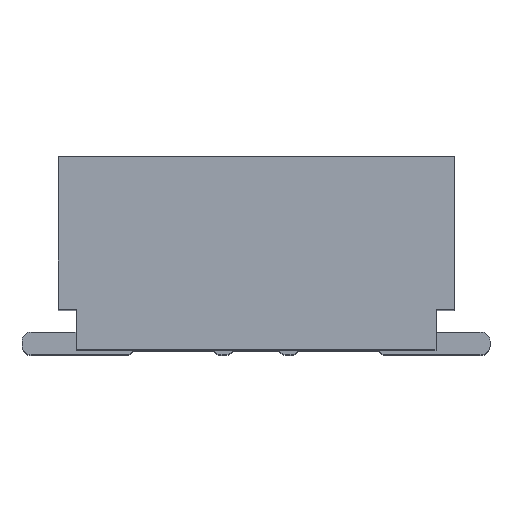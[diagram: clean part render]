
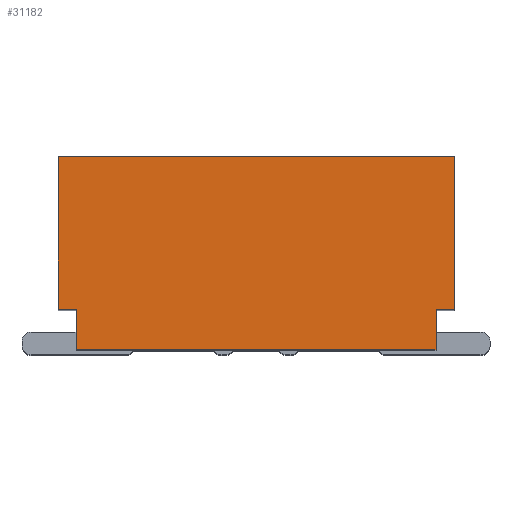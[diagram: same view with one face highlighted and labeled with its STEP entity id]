
A CAD part, top view. The second image highlights one B-rep face of the part: STEP entity #31182.
In plain terms, the highlighted planar face has unit normal (0, 0, 1).
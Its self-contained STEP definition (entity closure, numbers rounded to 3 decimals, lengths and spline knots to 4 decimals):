
#733=DIRECTION('',(0.,1.,0.));
#734=VECTOR('',#733,0.45);
#735=CARTESIAN_POINT('',(-105.6064,93.5048,-3.97));
#736=LINE('',#735,#734);
#1177=DIRECTION('',(0.,1.,0.));
#1178=VECTOR('',#1177,0.45);
#1179=CARTESIAN_POINT('',(-109.6064,93.5048,-3.97));
#1180=LINE('',#1179,#1178);
#1181=DIRECTION('',(-1.,0.,0.));
#1182=VECTOR('',#1181,0.2);
#1183=CARTESIAN_POINT('',(-109.6064,93.9548,-3.97));
#1184=LINE('',#1183,#1182);
#1185=DIRECTION('',(0.,1.,0.));
#1186=VECTOR('',#1185,1.7);
#1187=CARTESIAN_POINT('',(-109.8064,93.9548,-3.97));
#1188=LINE('',#1187,#1186);
#1189=DIRECTION('',(1.,0.,0.));
#1190=VECTOR('',#1189,4.4);
#1191=CARTESIAN_POINT('',(-109.8064,95.6548,-3.97));
#1192=LINE('',#1191,#1190);
#1193=DIRECTION('',(0.,-1.,0.));
#1194=VECTOR('',#1193,1.7);
#1195=CARTESIAN_POINT('',(-105.4064,95.6548,-3.97));
#1196=LINE('',#1195,#1194);
#1197=DIRECTION('',(-1.,0.,0.));
#1198=VECTOR('',#1197,0.2);
#1199=CARTESIAN_POINT('',(-105.4064,93.9548,-3.97));
#1200=LINE('',#1199,#1198);
#13617=DIRECTION('',(1.,0.,0.));
#13618=VECTOR('',#13617,4.);
#13619=CARTESIAN_POINT('',(-109.6064,93.5048,-3.97));
#13620=LINE('',#13619,#13618);
#23489=CARTESIAN_POINT('',(-105.6064,93.5048,-3.97));
#23490=CARTESIAN_POINT('',(-105.6064,93.9548,-3.97));
#23491=VERTEX_POINT('',#23489);
#23492=VERTEX_POINT('',#23490);
#23677=CARTESIAN_POINT('',(-109.6064,93.5048,-3.97));
#23678=CARTESIAN_POINT('',(-109.6064,93.9548,-3.97));
#23679=VERTEX_POINT('',#23677);
#23680=VERTEX_POINT('',#23678);
#23681=CARTESIAN_POINT('',(-109.8064,93.9548,-3.97));
#23682=VERTEX_POINT('',#23681);
#23683=CARTESIAN_POINT('',(-109.8064,95.6548,-3.97));
#23684=VERTEX_POINT('',#23683);
#23685=CARTESIAN_POINT('',(-105.4064,95.6548,-3.97));
#23686=VERTEX_POINT('',#23685);
#23687=CARTESIAN_POINT('',(-105.4064,93.9548,-3.97));
#23688=VERTEX_POINT('',#23687);
#31160=CARTESIAN_POINT('',(-107.6064,93.6798,-3.97));
#31161=DIRECTION('',(0.,0.,1.));
#31162=DIRECTION('',(1.,0.,0.));
#31163=AXIS2_PLACEMENT_3D('',#31160,#31161,#31162);
#31164=PLANE('',#31163);
#31166=ORIENTED_EDGE('',*,*,#31165,.T.);
#31168=ORIENTED_EDGE('',*,*,#31167,.T.);
#31170=ORIENTED_EDGE('',*,*,#31169,.T.);
#31172=ORIENTED_EDGE('',*,*,#31171,.T.);
#31174=ORIENTED_EDGE('',*,*,#31173,.T.);
#31176=ORIENTED_EDGE('',*,*,#31175,.T.);
#31177=ORIENTED_EDGE('',*,*,#30918,.F.);
#31179=ORIENTED_EDGE('',*,*,#31178,.F.);
#31180=EDGE_LOOP('',(#31166,#31168,#31170,#31172,#31174,#31176,#31177,#31179));
#31181=FACE_OUTER_BOUND('',#31180,.F.);
#30918=EDGE_CURVE('',#23491,#23492,#736,.T.);
#31165=EDGE_CURVE('',#23679,#23680,#1180,.T.);
#31167=EDGE_CURVE('',#23680,#23682,#1184,.T.);
#31169=EDGE_CURVE('',#23682,#23684,#1188,.T.);
#31171=EDGE_CURVE('',#23684,#23686,#1192,.T.);
#31173=EDGE_CURVE('',#23686,#23688,#1196,.T.);
#31175=EDGE_CURVE('',#23688,#23492,#1200,.T.);
#31178=EDGE_CURVE('',#23679,#23491,#13620,.T.);
#31182=ADVANCED_FACE('',(#31181),#31164,.T.);
